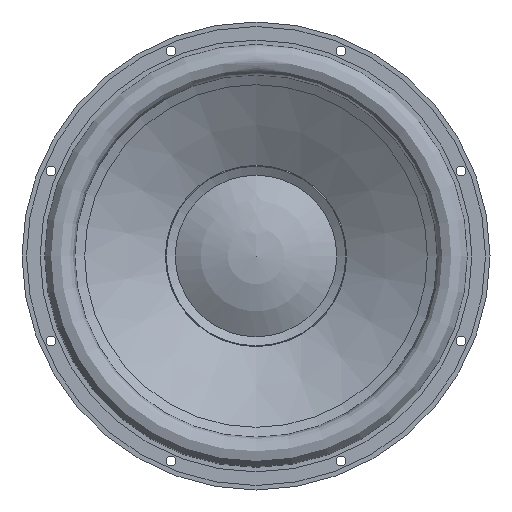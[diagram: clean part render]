
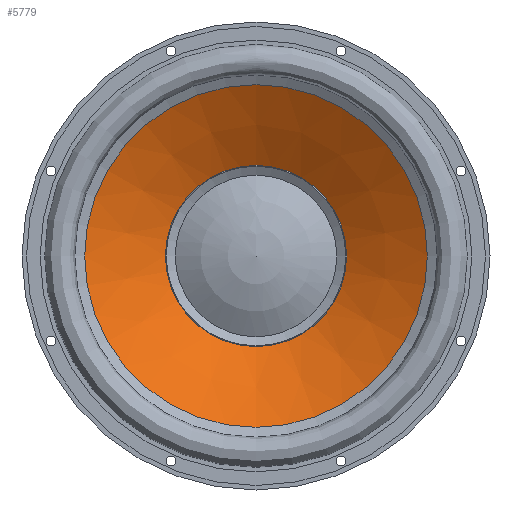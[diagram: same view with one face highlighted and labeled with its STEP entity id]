
A CAD part, front view. The second image highlights one B-rep face of the part: STEP entity #5779.
In plain terms, the highlighted conical face has half-angle 58.706 degrees and reference radius 114.019 mm.
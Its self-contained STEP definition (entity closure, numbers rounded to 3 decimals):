
#5712 = CONICAL_SURFACE('',#5713,114.019,1.025);
#5713 = AXIS2_PLACEMENT_3D('',#5714,#5715,#5716);
#5714 = CARTESIAN_POINT('',(0.,-0.103,0.));
#5715 = DIRECTION('',(0.,-1.,0.));
#5716 = DIRECTION('',(0.,0.,1.));
#5728 = EDGE_CURVE('',#5729,#5729,#5731,.T.);
#5729 = VERTEX_POINT('',#5730);
#5730 = CARTESIAN_POINT('',(0.,-0.103,114.019));
#5731 = SURFACE_CURVE('',#5732,(#5737,#5744),.PCURVE_S1.);
#5732 = CIRCLE('',#5733,114.019);
#5733 = AXIS2_PLACEMENT_3D('',#5734,#5735,#5736);
#5734 = CARTESIAN_POINT('',(0.,-0.103,0.));
#5735 = DIRECTION('',(0.,1.,0.));
#5736 = DIRECTION('',(0.,0.,1.));
#5737 = PCURVE('',#5712,#5738);
#5738 = DEFINITIONAL_REPRESENTATION('',(#5739),#5743);
#5739 = LINE('',#5740,#5741);
#5740 = CARTESIAN_POINT('',(-0.,0.));
#5741 = VECTOR('',#5742,1.);
#5742 = DIRECTION('',(-1.,0.));
#5743 = ( GEOMETRIC_REPRESENTATION_CONTEXT(2) 
PARAMETRIC_REPRESENTATION_CONTEXT() REPRESENTATION_CONTEXT('2D SPACE',''
  ) );
#5744 = PCURVE('',#5745,#5750);
#5745 = CONICAL_SURFACE('',#5746,114.019,1.025);
#5746 = AXIS2_PLACEMENT_3D('',#5747,#5748,#5749);
#5747 = CARTESIAN_POINT('',(0.,-0.103,0.));
#5748 = DIRECTION('',(0.,-1.,0.));
#5749 = DIRECTION('',(0.,0.,1.));
#5750 = DEFINITIONAL_REPRESENTATION('',(#5751),#5755);
#5751 = LINE('',#5752,#5753);
#5752 = CARTESIAN_POINT('',(-0.,-0.));
#5753 = VECTOR('',#5754,1.);
#5754 = DIRECTION('',(-1.,-0.));
#5755 = ( GEOMETRIC_REPRESENTATION_CONTEXT(2) 
PARAMETRIC_REPRESENTATION_CONTEXT() REPRESENTATION_CONTEXT('2D SPACE',''
  ) );
#5779 = ADVANCED_FACE('',(#5780),#5745,.F.);
#5780 = FACE_BOUND('',#5781,.F.);
#5781 = EDGE_LOOP('',(#5782,#5783,#5806,#5833));
#5782 = ORIENTED_EDGE('',*,*,#5728,.T.);
#5783 = ORIENTED_EDGE('',*,*,#5784,.T.);
#5784 = EDGE_CURVE('',#5729,#5785,#5787,.T.);
#5785 = VERTEX_POINT('',#5786);
#5786 = CARTESIAN_POINT('',(0.,32.734,60.));
#5787 = SEAM_CURVE('',#5788,(#5792,#5799),.PCURVE_S1.);
#5788 = LINE('',#5789,#5790);
#5789 = CARTESIAN_POINT('',(0.,-0.103,114.019)
  );
#5790 = VECTOR('',#5791,1.);
#5791 = DIRECTION('',(0.,0.519,-0.855));
#5792 = PCURVE('',#5745,#5793);
#5793 = DEFINITIONAL_REPRESENTATION('',(#5794),#5798);
#5794 = LINE('',#5795,#5796);
#5795 = CARTESIAN_POINT('',(-0.,-0.));
#5796 = VECTOR('',#5797,1.);
#5797 = DIRECTION('',(-0.,-1.));
#5798 = ( GEOMETRIC_REPRESENTATION_CONTEXT(2) 
PARAMETRIC_REPRESENTATION_CONTEXT() REPRESENTATION_CONTEXT('2D SPACE',''
  ) );
#5799 = PCURVE('',#5745,#5800);
#5800 = DEFINITIONAL_REPRESENTATION('',(#5801),#5805);
#5801 = LINE('',#5802,#5803);
#5802 = CARTESIAN_POINT('',(-6.283,-0.));
#5803 = VECTOR('',#5804,1.);
#5804 = DIRECTION('',(-0.,-1.));
#5805 = ( GEOMETRIC_REPRESENTATION_CONTEXT(2) 
PARAMETRIC_REPRESENTATION_CONTEXT() REPRESENTATION_CONTEXT('2D SPACE',''
  ) );
#5806 = ORIENTED_EDGE('',*,*,#5807,.F.);
#5807 = EDGE_CURVE('',#5785,#5785,#5808,.T.);
#5808 = SURFACE_CURVE('',#5809,(#5814,#5821),.PCURVE_S1.);
#5809 = CIRCLE('',#5810,60.);
#5810 = AXIS2_PLACEMENT_3D('',#5811,#5812,#5813);
#5811 = CARTESIAN_POINT('',(0.,32.734,0.));
#5812 = DIRECTION('',(0.,1.,0.));
#5813 = DIRECTION('',(0.,0.,1.));
#5814 = PCURVE('',#5745,#5815);
#5815 = DEFINITIONAL_REPRESENTATION('',(#5816),#5820);
#5816 = LINE('',#5817,#5818);
#5817 = CARTESIAN_POINT('',(-0.,-32.837));
#5818 = VECTOR('',#5819,1.);
#5819 = DIRECTION('',(-1.,-0.));
#5820 = ( GEOMETRIC_REPRESENTATION_CONTEXT(2) 
PARAMETRIC_REPRESENTATION_CONTEXT() REPRESENTATION_CONTEXT('2D SPACE',''
  ) );
#5821 = PCURVE('',#5822,#5827);
#5822 = CONICAL_SURFACE('',#5823,60.,1.025);
#5823 = AXIS2_PLACEMENT_3D('',#5824,#5825,#5826);
#5824 = CARTESIAN_POINT('',(0.,32.734,0.));
#5825 = DIRECTION('',(0.,-1.,0.));
#5826 = DIRECTION('',(0.,0.,1.));
#5827 = DEFINITIONAL_REPRESENTATION('',(#5828),#5832);
#5828 = LINE('',#5829,#5830);
#5829 = CARTESIAN_POINT('',(-0.,-0.));
#5830 = VECTOR('',#5831,1.);
#5831 = DIRECTION('',(-1.,-0.));
#5832 = ( GEOMETRIC_REPRESENTATION_CONTEXT(2) 
PARAMETRIC_REPRESENTATION_CONTEXT() REPRESENTATION_CONTEXT('2D SPACE',''
  ) );
#5833 = ORIENTED_EDGE('',*,*,#5784,.F.);
